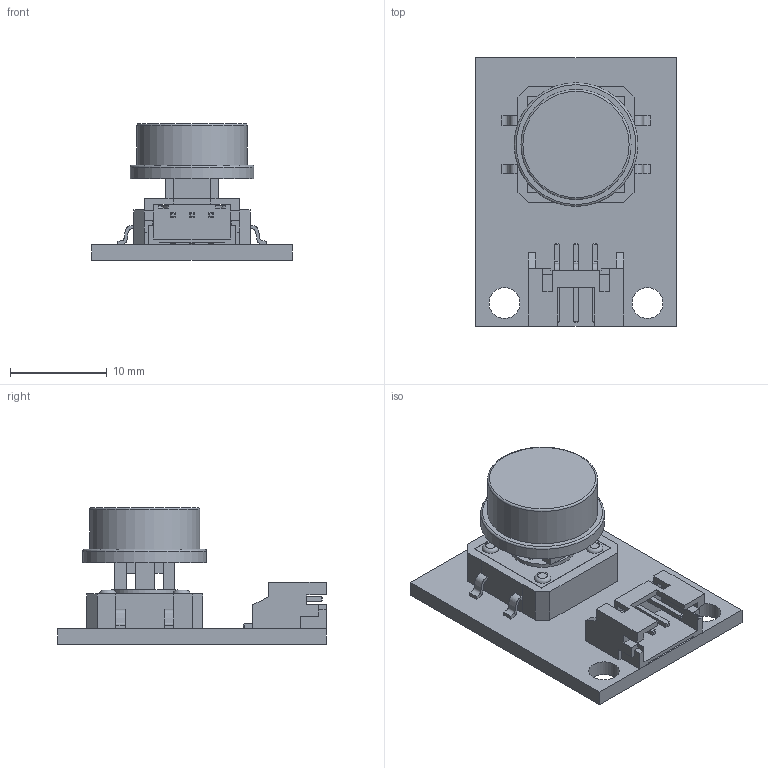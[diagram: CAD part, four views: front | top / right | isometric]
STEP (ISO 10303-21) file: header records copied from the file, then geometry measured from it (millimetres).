
FILE_DESCRIPTION(/* description */ (''),/* implementation_level */ '2;1');
FILE_NAME(/* name */ '4431 STEMMA Buttons.step',/* time_stamp */ '2020-01-28T12:24:58-05:00',/* author */ (''),/* organization */ (''),/* preprocessor_version */ 'ST-DEVELOPER v18',/* originating_system */ 'Autodesk Translation Framework v8.12.0.6',/* authorisation */ '');
FILE_SCHEMA (('AUTOMOTIVE_DESIGN { 1 0 10303 214 3 1 1 }'));
Length unit declared in the file: millimetre
Products named in the file (4): stemma push button; PCB; JST-PH3; Tactal Switch - SMD (12mmx12mmx6.0mm) v2
Assembly tree (3 placements, depth 2):
  stemma push button
    PCB
    JST-PH3
    Tactal Switch - SMD (12mmx12mmx6.0mm) v2
Bounding box: 20.8 x 27.8 x 14.13 mm (x, y, z)
Volume: 2213.9 mm3; surface area: 2961.9 mm2
Topology: 8 solids, 8 shells, 232 faces, 615 edges, 404 vertices
Faces by surface type: plane 199, cylinder 19, bspline 8, torus 6
Full cylindrical faces by diameter (mm): 3.2 x2, 6.8 x1, 11.4 x1, 12.8 x1
Entity records: 7536 total; most frequent: CARTESIAN_POINT 1539, ORIENTED_EDGE 1230, DIRECTION 1129, EDGE_CURVE 615, LINE 533, VECTOR 533, VERTEX_POINT 404, AXIS2_PLACEMENT_3D 298
